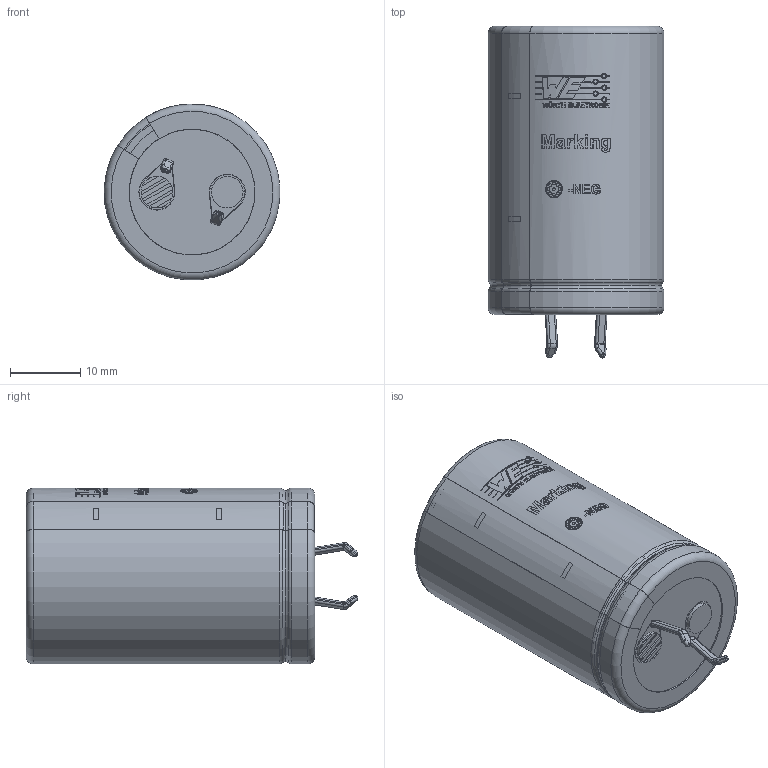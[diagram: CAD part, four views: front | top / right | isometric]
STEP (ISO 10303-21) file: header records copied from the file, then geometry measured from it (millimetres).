
FILE_DESCRIPTION( ( 'Unknown' ), '1' );
FILE_NAME( '25x41.stp', 'Unknown', ( 'Unknown' ), ( 'Unknown' ), 'PSStep 16.0.42', 'Unknown', ' ' );
FILE_SCHEMA( ( 'AUTOMOTIVE_DESIGN { 1 0 10303 214 1 1 1 1 }' ) );
Length unit declared in the file: millimetre
Products named in the file (1): 1
Bounding box: 24.96 x 47.14 x 24.96 mm (x, y, z)
Volume: 19629.6 mm3; surface area: 12072.5 mm2
Topology: 1 solids, 3 shells, 608 faces, 1533 edges, 985 vertices
Faces by surface type: plane 310, cylinder 127, bspline 121, torus 34, sphere 16
Full cylindrical faces by diameter (mm): 4.5 x2, 17.857 x1, 18.571 x1, 20.714 x1, 23.571 x1, 23.929 x1, 23.949 x1, 24.58 x2, 24.6 x2
Entity records: 25531 total; most frequent: CARTESIAN_POINT 8642, ORIENTED_EDGE 2950, DIRECTION 1582, EDGE_CURVE 1475, B_SPLINE_CURVE_WITH_KNOTS 1059, VERTEX_POINT 975, EDGE_LOOP 712, AXIS2_PLACEMENT_3D 678
